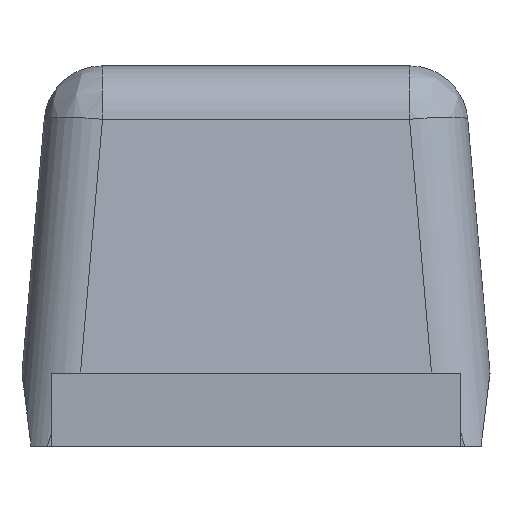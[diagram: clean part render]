
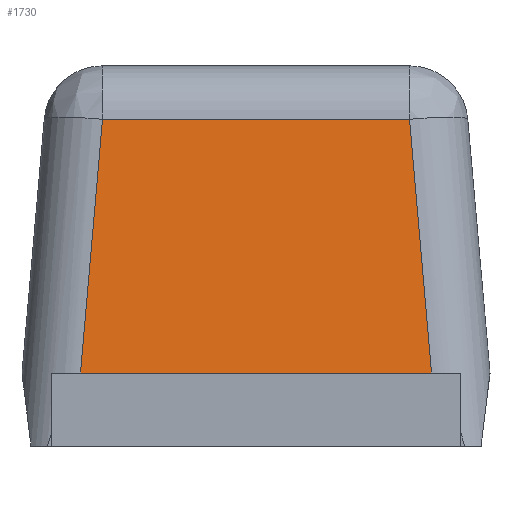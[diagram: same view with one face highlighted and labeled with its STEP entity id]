
A CAD part, front view. The second image highlights one B-rep face of the part: STEP entity #1730.
In plain terms, the highlighted planar face has unit normal (0, -0.996, 0.087).
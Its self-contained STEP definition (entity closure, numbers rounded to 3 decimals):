
#54 = CARTESIAN_POINT ( 'NONE',  ( 0.262, -0.612, 0.559 ) ) ;
#91 = DIRECTION ( 'NONE',  ( -1., 0., 0. ) ) ;
#127 = CARTESIAN_POINT ( 'NONE',  ( -0.3, -0.65, 0.125 ) ) ;
#170 = CARTESIAN_POINT ( 'NONE',  ( -0.262, -0.612, 0.559 ) ) ;
#255 = B_SPLINE_CURVE_WITH_KNOTS ( 'NONE', 3,
 ( #2001, #1590, #633, #170 ),
 .UNSPECIFIED., .F., .F.,
 ( 4, 4 ),
 ( 0., 1. ),
 .UNSPECIFIED. ) ;
#267 = DIRECTION ( 'NONE',  ( 0., 0.087, 0.996 ) ) ;
#323 = ORIENTED_EDGE ( 'NONE', *, *, #2374, .F. ) ;
#470 = AXIS2_PLACEMENT_3D ( 'NONE', #2524, #1713, #267 ) ;
#492 = VERTEX_POINT ( 'NONE', #2274 ) ;
#561 = CARTESIAN_POINT ( 'NONE',  ( 0., -0.65, 0.125 ) ) ;
#633 = CARTESIAN_POINT ( 'NONE',  ( -0.275, -0.625, 0.414 ) ) ;
#694 = CARTESIAN_POINT ( 'NONE',  ( 0.3, -0.65, 0.125 ) ) ;
#744 = PLANE ( 'NONE',  #470 ) ;
#891 = CARTESIAN_POINT ( 'NONE',  ( 0.275, -0.625, 0.414 ) ) ;
#919 = VERTEX_POINT ( 'NONE', #127 ) ;
#937 = FACE_OUTER_BOUND ( 'NONE', #2461, .T. ) ;
#1011 = VERTEX_POINT ( 'NONE', #2413 ) ;
#1150 = EDGE_CURVE ( 'NONE', #2291, #1011, #2010, .T. ) ;
#1174 = VECTOR ( 'NONE', #2316, 1000. ) ;
#1178 = EDGE_CURVE ( 'NONE', #1011, #919, #1327, .T. ) ;
#1327 = LINE ( 'NONE', #561, #2577 ) ;
#1341 = LINE ( 'NONE', #1912, #1174 ) ;
#1590 = CARTESIAN_POINT ( 'NONE',  ( -0.287, -0.637, 0.27 ) ) ;
#1660 = ORIENTED_EDGE ( 'NONE', *, *, #1178, .F. ) ;
#1713 = DIRECTION ( 'NONE',  ( 0., 0.996, -0.087 ) ) ;
#1730 = ADVANCED_FACE ( 'NONE', ( #937 ), #744, .F. ) ;
#1742 = ORIENTED_EDGE ( 'NONE', *, *, #2480, .F. ) ;
#1912 = CARTESIAN_POINT ( 'NONE',  ( 0., -0.612, 0.559 ) ) ;
#2001 = CARTESIAN_POINT ( 'NONE',  ( -0.3, -0.65, 0.125 ) ) ;
#2010 = B_SPLINE_CURVE_WITH_KNOTS ( 'NONE', 3,
 ( #54, #891, #2489, #694 ),
 .UNSPECIFIED., .F., .F.,
 ( 4, 4 ),
 ( 0., 1. ),
 .UNSPECIFIED. ) ;
#2094 = CARTESIAN_POINT ( 'NONE',  ( 0.262, -0.612, 0.559 ) ) ;
#2274 = CARTESIAN_POINT ( 'NONE',  ( -0.262, -0.612, 0.559 ) ) ;
#2291 = VERTEX_POINT ( 'NONE', #2094 ) ;
#2316 = DIRECTION ( 'NONE',  ( 1., 0., 0. ) ) ;
#2374 = EDGE_CURVE ( 'NONE', #492, #2291, #1341, .T. ) ;
#2413 = CARTESIAN_POINT ( 'NONE',  ( 0.3, -0.65, 0.125 ) ) ;
#2461 = EDGE_LOOP ( 'NONE', ( #323, #1742, #1660, #2536 ) ) ;
#2480 = EDGE_CURVE ( 'NONE', #919, #492, #255, .T. ) ;
#2489 = CARTESIAN_POINT ( 'NONE',  ( 0.287, -0.637, 0.27 ) ) ;
#2524 = CARTESIAN_POINT ( 'NONE',  ( 0., -0.604, 0.651 ) ) ;
#2536 = ORIENTED_EDGE ( 'NONE', *, *, #1150, .F. ) ;
#2577 = VECTOR ( 'NONE', #91, 1000. ) ;
